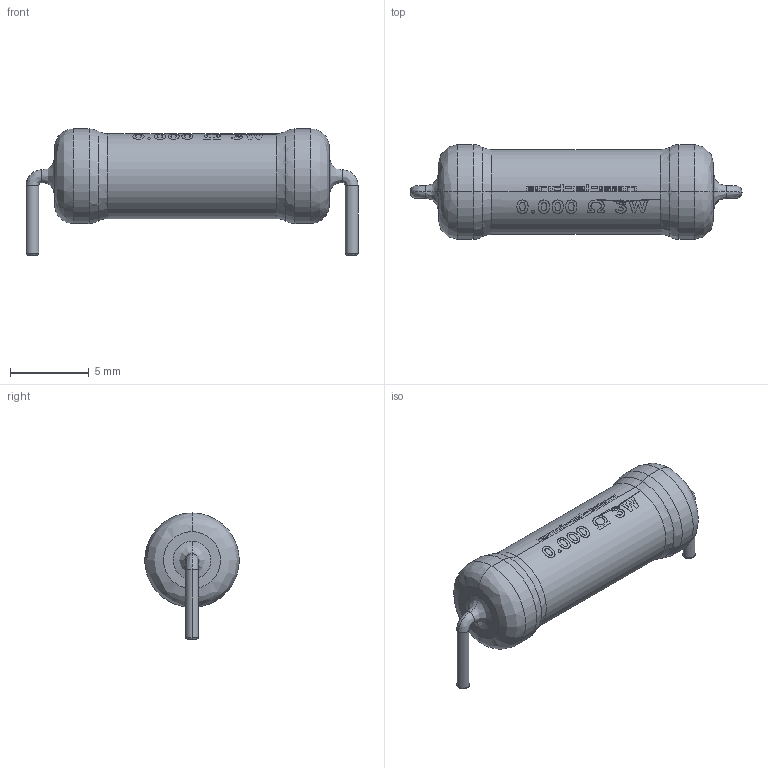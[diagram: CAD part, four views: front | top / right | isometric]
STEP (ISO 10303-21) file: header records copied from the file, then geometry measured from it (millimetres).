
FILE_DESCRIPTION (( 'STEP AP214' ), '1' );
FILE_NAME ('User Library-Res80 3W SilCoat.STEP', '2022-02-07T10:06:44', ( '' ), ( '' ), 'SwSTEP 2.0', 'SolidWorks 2021', '' );
FILE_SCHEMA (( 'AUTOMOTIVE_DESIGN' ));
Length unit declared in the file: millimetre
Products named in the file (1): User Library-Res80 3W SilCoat
Bounding box: 21.13 x 6.02 x 8.03 mm (x, y, z)
Surface area: 378 mm2 (no closed solid volume)
Topology: 0 solids, 13 shells, 245 faces, 611 edges, 356 vertices
Faces by surface type: plane 114, bspline 89, cylinder 42
Entity records: 13727 total; most frequent: CARTESIAN_POINT 6089, ORIENTED_EDGE 1113, DIRECTION 762, EDGE_CURVE 608, VERTEX_POINT 352, AXIS2_PLACEMENT_3D 275, B_SPLINE_CURVE_WITH_KNOTS 268, EDGE_LOOP 265
